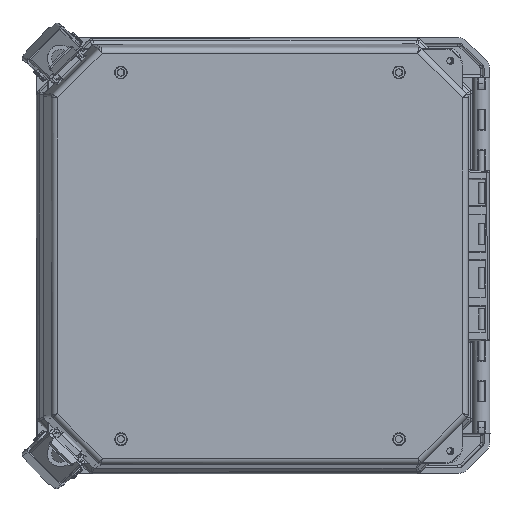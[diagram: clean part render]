
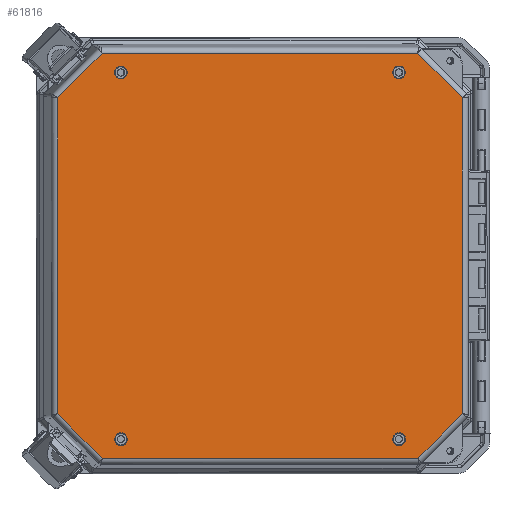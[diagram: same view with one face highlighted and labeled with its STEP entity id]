
A CAD part, top view. The second image highlights one B-rep face of the part: STEP entity #61816.
In plain terms, the highlighted face is planar.
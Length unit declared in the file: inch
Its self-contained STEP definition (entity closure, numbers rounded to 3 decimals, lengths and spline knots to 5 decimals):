
#688 = CARTESIAN_POINT ( 'NONE',  ( -6.61757, 0.04002, -4.19547 ) ) ;
#1660 = VERTEX_POINT ( 'NONE', #9897 ) ;
#2000 = CARTESIAN_POINT ( 'NONE',  ( -6.75355, 7.80879, -4.05751 ) ) ;
#2347 = DIRECTION ( 'NONE',  ( -0.017, 0.017, -1. ) ) ;
#2825 = DIRECTION ( 'NONE',  ( -1., 0., 0.017 ) ) ;
#3594 = EDGE_CURVE ( 'NONE', #46528, #18912, #30502, .T. ) ;
#3640 = VECTOR ( 'NONE', #10482, 39.37008 ) ;
#4585 = CARTESIAN_POINT ( 'NONE',  ( -0.34877, 8.36009, -4.1597 ) ) ;
#4673 = CIRCLE ( 'NONE', #15412, 0.136 ) ;
#5707 = LINE ( 'NONE', #58555, #23173 ) ;
#7739 = FACE_BOUND ( 'NONE', #88211, .T. ) ;
#7871 = ORIENTED_EDGE ( 'NONE', *, *, #24336, .T. ) ;
#8581 = CARTESIAN_POINT ( 'NONE',  ( -8.11977, 1.82136, -4.13816 ) ) ;
#8764 = EDGE_CURVE ( 'NONE', #20189, #55128, #60487, .T. ) ;
#9559 = CARTESIAN_POINT ( 'NONE',  ( -6.75355, 0.03997, -4.1931 ) ) ;
#9897 = CARTESIAN_POINT ( 'NONE',  ( -0.75446, 7.81062, -4.16221 ) ) ;
#10482 = DIRECTION ( 'NONE',  ( 0., -1., -0.017 ) ) ;
#11790 = CIRCLE ( 'NONE', #62482, 0.136 ) ;
#12194 = DIRECTION ( 'NONE',  ( 1., 0., -0.017 ) ) ;
#12706 = CARTESIAN_POINT ( 'NONE',  ( -7.15924, 8.35802, -4.04084 ) ) ;
#12856 = CARTESIAN_POINT ( 'NONE',  ( -0.61848, 0.04184, -4.30017 ) ) ;
#13515 = EDGE_LOOP ( 'NONE', ( #75540, #82074 ) ) ;
#14451 = DIRECTION ( 'NONE',  ( 0.017, -0.017, 1. ) ) ;
#14531 = CARTESIAN_POINT ( 'NONE',  ( -0.34877, 8.36009, -4.1597 ) ) ;
#15412 = AXIS2_PLACEMENT_3D ( 'NONE', #9559, #76409, #46620 ) ;
#16286 = CARTESIAN_POINT ( 'NONE',  ( -0.89044, 0.04176, -4.29542 ) ) ;
#16369 = CARTESIAN_POINT ( 'NONE',  ( -6.75355, 7.94477, -4.05514 ) ) ;
#16821 = LINE ( 'NONE', #14531, #41755 ) ;
#18110 = ORIENTED_EDGE ( 'NONE', *, *, #18238, .T. ) ;
#18238 = EDGE_CURVE ( 'NONE', #18509, #52317, #22522, .T. ) ;
#18509 = VERTEX_POINT ( 'NONE', #39123 ) ;
#18530 = AXIS2_PLACEMENT_3D ( 'NONE', #59503, #81102, #51333 ) ;
#18912 = VERTEX_POINT ( 'NONE', #70893 ) ;
#19170 = CARTESIAN_POINT ( 'NONE',  ( -0.75446, 7.9466, -4.15984 ) ) ;
#20189 = VERTEX_POINT ( 'NONE', #12706 ) ;
#20575 = VERTEX_POINT ( 'NONE', #2000 ) ;
#22522 = LINE ( 'NONE', #8581, #70089 ) ;
#22588 = ORIENTED_EDGE ( 'NONE', *, *, #77693, .T. ) ;
#23173 = VECTOR ( 'NONE', #35024, 39.37008 ) ;
#24302 = EDGE_CURVE ( 'NONE', #45393, #1660, #27787, .T. ) ;
#24336 = EDGE_CURVE ( 'NONE', #18912, #76395, #5707, .T. ) ;
#24907 = FACE_BOUND ( 'NONE', #37255, .T. ) ;
#25008 = LINE ( 'NONE', #31279, #50924 ) ;
#25494 = DIRECTION ( 'NONE',  ( -0.707, 0.706, 0.025 ) ) ;
#27787 = CIRCLE ( 'NONE', #93831, 0.136 ) ;
#28280 = VECTOR ( 'NONE', #30015, 39.37008 ) ;
#28328 = EDGE_LOOP ( 'NONE', ( #63451, #22588 ) ) ;
#29831 = ORIENTED_EDGE ( 'NONE', *, *, #88895, .T. ) ;
#30015 = DIRECTION ( 'NONE',  ( -0.707, -0.707, 0. ) ) ;
#30502 = LINE ( 'NONE', #66580, #28280 ) ;
#31279 = CARTESIAN_POINT ( 'NONE',  ( -7.15924, -0.37352, -4.19323 ) ) ;
#32795 = VECTOR ( 'NONE', #84020, 39.37008 ) ;
#33141 = DIRECTION ( 'NONE',  ( 0., -1., -0.017 ) ) ;
#34779 = CARTESIAN_POINT ( 'NONE',  ( -0.75446, 0.0418, -4.2978 ) ) ;
#35024 = DIRECTION ( 'NONE',  ( -1., 0., 0.017 ) ) ;
#35200 = EDGE_CURVE ( 'NONE', #76841, #46528, #92231, .T. ) ;
#36280 = EDGE_CURVE ( 'NONE', #1660, #45393, #75195, .T. ) ;
#36579 = DIRECTION ( 'NONE',  ( 0., -1., -0.017 ) ) ;
#37255 = EDGE_LOOP ( 'NONE', ( #65496, #62011 ) ) ;
#39123 = CARTESIAN_POINT ( 'NONE',  ( -8.11977, 0.58588, -4.15972 ) ) ;
#39836 = FACE_BOUND ( 'NONE', #13515, .T. ) ;
#41755 = VECTOR ( 'NONE', #44362, 39.37008 ) ;
#44131 = EDGE_CURVE ( 'NONE', #20575, #73033, #69632, .T. ) ;
#44327 = CARTESIAN_POINT ( 'NONE',  ( -6.75355, 0.03997, -4.1931 ) ) ;
#44362 = DIRECTION ( 'NONE',  ( 0.707, -0.706, -0.025 ) ) ;
#45004 = ORIENTED_EDGE ( 'NONE', *, *, #44131, .T. ) ;
#45393 = VERTEX_POINT ( 'NONE', #81537 ) ;
#45730 = DIRECTION ( 'NONE',  ( 0.707, 0.707, 0. ) ) ;
#46528 = VERTEX_POINT ( 'NONE', #67390 ) ;
#46620 = DIRECTION ( 'NONE',  ( 1., 0., -0.017 ) ) ;
#47072 = FACE_BOUND ( 'NONE', #28328, .T. ) ;
#48759 = DIRECTION ( 'NONE',  ( 0.017, -0.017, 1. ) ) ;
#50924 = VECTOR ( 'NONE', #25494, 39.37008 ) ;
#51165 = AXIS2_PLACEMENT_3D ( 'NONE', #94182, #65326, #70670 ) ;
#51333 = DIRECTION ( 'NONE',  ( 1., 0., -0.017 ) ) ;
#52317 = VERTEX_POINT ( 'NONE', #63710 ) ;
#52845 = CARTESIAN_POINT ( 'NONE',  ( -6.75355, 8.08075, -4.05277 ) ) ;
#53918 = LINE ( 'NONE', #60647, #85717 ) ;
#54687 = VERTEX_POINT ( 'NONE', #59574 ) ;
#55002 = CIRCLE ( 'NONE', #79506, 0.136 ) ;
#55128 = VERTEX_POINT ( 'NONE', #4585 ) ;
#57360 = EDGE_CURVE ( 'NONE', #52317, #20189, #53918, .T. ) ;
#57727 = CIRCLE ( 'NONE', #65380, 0.136 ) ;
#58555 = CARTESIAN_POINT ( 'NONE',  ( -6.88863, -0.37344, -4.19795 ) ) ;
#58623 = DIRECTION ( 'NONE',  ( 0., 1., 0.017 ) ) ;
#59503 = CARTESIAN_POINT ( 'NONE',  ( -0.75446, 0.0418, -4.2978 ) ) ;
#59574 = CARTESIAN_POINT ( 'NONE',  ( -6.88953, 0.03993, -4.19072 ) ) ;
#60487 = LINE ( 'NONE', #76337, #32795 ) ;
#60647 = CARTESIAN_POINT ( 'NONE',  ( -8.11977, 7.39803, -4.04083 ) ) ;
#61816 = ADVANCED_FACE ( 'NONE', ( #83591, #7739, #47072, #39836, #24907 ), #61967, .T. ) ;
#61967 = PLANE ( 'NONE',  #88372 ) ;
#62011 = ORIENTED_EDGE ( 'NONE', *, *, #24302, .T. ) ;
#62482 = AXIS2_PLACEMENT_3D ( 'NONE', #16369, #14451, #36579 ) ;
#62870 = ORIENTED_EDGE ( 'NONE', *, *, #8764, .T. ) ;
#63451 = ORIENTED_EDGE ( 'NONE', *, *, #68690, .T. ) ;
#63482 = VERTEX_POINT ( 'NONE', #16286 ) ;
#63710 = CARTESIAN_POINT ( 'NONE',  ( -8.11977, 7.39803, -4.04083 ) ) ;
#64784 = CARTESIAN_POINT ( 'NONE',  ( -0.75446, 7.9466, -4.15984 ) ) ;
#65326 = DIRECTION ( 'NONE',  ( 0.017, -0.017, 1. ) ) ;
#65380 = AXIS2_PLACEMENT_3D ( 'NONE', #44327, #80859, #81332 ) ;
#65496 = ORIENTED_EDGE ( 'NONE', *, *, #36280, .T. ) ;
#66026 = ORIENTED_EDGE ( 'NONE', *, *, #35200, .T. ) ;
#66580 = CARTESIAN_POINT ( 'NONE',  ( 0.61177, 0.58854, -4.3121 ) ) ;
#66894 = CARTESIAN_POINT ( 'NONE',  ( -6.88863, 1.82174, -4.15964 ) ) ;
#67087 = VERTEX_POINT ( 'NONE', #12856 ) ;
#67390 = CARTESIAN_POINT ( 'NONE',  ( 0.61177, 0.58854, -4.3121 ) ) ;
#68690 = EDGE_CURVE ( 'NONE', #67087, #63482, #55002, .T. ) ;
#69632 = CIRCLE ( 'NONE', #51165, 0.136 ) ;
#69671 = DIRECTION ( 'NONE',  ( 0.017, -0.017, 1. ) ) ;
#70089 = VECTOR ( 'NONE', #58623, 39.37008 ) ;
#70670 = DIRECTION ( 'NONE',  ( 0., -1., -0.017 ) ) ;
#70893 = CARTESIAN_POINT ( 'NONE',  ( -0.34877, -0.37145, -4.31209 ) ) ;
#71074 = ORIENTED_EDGE ( 'NONE', *, *, #79281, .T. ) ;
#73033 = VERTEX_POINT ( 'NONE', #52845 ) ;
#75195 = CIRCLE ( 'NONE', #90600, 0.136 ) ;
#75540 = ORIENTED_EDGE ( 'NONE', *, *, #87614, .T. ) ;
#76337 = CARTESIAN_POINT ( 'NONE',  ( -6.88863, 8.3581, -4.04557 ) ) ;
#76395 = VERTEX_POINT ( 'NONE', #87087 ) ;
#76409 = DIRECTION ( 'NONE',  ( 0.017, -0.017, 1. ) ) ;
#76841 = VERTEX_POINT ( 'NONE', #92682 ) ;
#76859 = VERTEX_POINT ( 'NONE', #688 ) ;
#77499 = EDGE_CURVE ( 'NONE', #54687, #76859, #4673, .T. ) ;
#77693 = EDGE_CURVE ( 'NONE', #63482, #67087, #93756, .T. ) ;
#79281 = EDGE_CURVE ( 'NONE', #55128, #76841, #16821, .T. ) ;
#79506 = AXIS2_PLACEMENT_3D ( 'NONE', #34779, #48759, #12194 ) ;
#80859 = DIRECTION ( 'NONE',  ( 0.017, -0.017, 1. ) ) ;
#81102 = DIRECTION ( 'NONE',  ( 0.017, -0.017, 1. ) ) ;
#81332 = DIRECTION ( 'NONE',  ( 1., 0., -0.017 ) ) ;
#81507 = EDGE_CURVE ( 'NONE', #76395, #18509, #25008, .T. ) ;
#81537 = CARTESIAN_POINT ( 'NONE',  ( -0.75446, 8.08258, -4.15746 ) ) ;
#82074 = ORIENTED_EDGE ( 'NONE', *, *, #77499, .T. ) ;
#83580 = CARTESIAN_POINT ( 'NONE',  ( 0.61177, 1.82402, -4.29054 ) ) ;
#83591 = FACE_OUTER_BOUND ( 'NONE', #88869, .T. ) ;
#84020 = DIRECTION ( 'NONE',  ( 1., 0., -0.017 ) ) ;
#85717 = VECTOR ( 'NONE', #45730, 39.37008 ) ;
#86070 = ORIENTED_EDGE ( 'NONE', *, *, #57360, .T. ) ;
#86425 = DIRECTION ( 'NONE',  ( 0., -1., -0.017 ) ) ;
#87087 = CARTESIAN_POINT ( 'NONE',  ( -7.15924, -0.37352, -4.19323 ) ) ;
#87614 = EDGE_CURVE ( 'NONE', #76859, #54687, #57727, .T. ) ;
#88081 = ORIENTED_EDGE ( 'NONE', *, *, #3594, .T. ) ;
#88211 = EDGE_LOOP ( 'NONE', ( #45004, #29831 ) ) ;
#88372 = AXIS2_PLACEMENT_3D ( 'NONE', #66894, #2347, #2825 ) ;
#88635 = ORIENTED_EDGE ( 'NONE', *, *, #81507, .T. ) ;
#88869 = EDGE_LOOP ( 'NONE', ( #18110, #86070, #62870, #71074, #66026, #88081, #7871, #88635 ) ) ;
#88895 = EDGE_CURVE ( 'NONE', #73033, #20575, #11790, .T. ) ;
#90600 = AXIS2_PLACEMENT_3D ( 'NONE', #64784, #93643, #86425 ) ;
#92231 = LINE ( 'NONE', #83580, #3640 ) ;
#92682 = CARTESIAN_POINT ( 'NONE',  ( 0.61177, 7.40069, -4.19322 ) ) ;
#93643 = DIRECTION ( 'NONE',  ( 0.017, -0.017, 1. ) ) ;
#93756 = CIRCLE ( 'NONE', #18530, 0.136 ) ;
#93831 = AXIS2_PLACEMENT_3D ( 'NONE', #19170, #69671, #33141 ) ;
#94182 = CARTESIAN_POINT ( 'NONE',  ( -6.75355, 7.94477, -4.05514 ) ) ;
